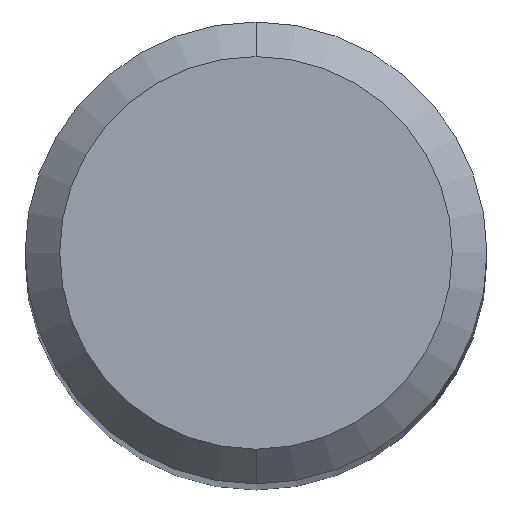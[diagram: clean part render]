
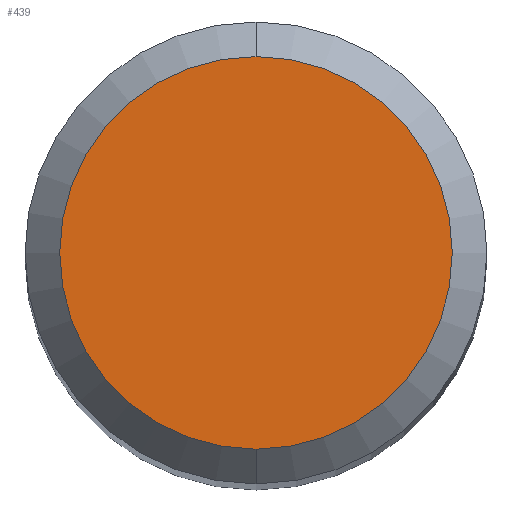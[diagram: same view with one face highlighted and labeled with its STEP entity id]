
A CAD part, top view. The second image highlights one B-rep face of the part: STEP entity #439.
In plain terms, the highlighted planar face has unit normal (0, 0, 1).
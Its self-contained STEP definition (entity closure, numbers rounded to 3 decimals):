
#209=VERTEX_POINT('',#526);
#359=EDGE_CURVE('',#209,#429,#692,.T.);
#401=EDGE_CURVE('',#429,#209,#744,.T.);
#429=VERTEX_POINT('',#773);
#439=ADVANCED_FACE('',(#784),#785,.T.);
#526=CARTESIAN_POINT('',(0.,-1.7,0.0));
#692=CIRCLE('',#1285,1.7);
#744=CIRCLE('',#1346,1.7);
#773=CARTESIAN_POINT('',(0.0,1.7,0.0));
#784=FACE_OUTER_BOUND('',#1407,.T.);
#785=PLANE('',#1408);
#1285=AXIS2_PLACEMENT_3D('',#1682,#1683,#1684);
#1346=AXIS2_PLACEMENT_3D('',#1770,#1771,#1772);
#1407=EDGE_LOOP('',(#1807,#1808));
#1408=AXIS2_PLACEMENT_3D('',#1809,#1810,#1811);
#1682=CARTESIAN_POINT('',(0.0,0.0,0.0));
#1683=DIRECTION('',(0.0,0.0,-1.0));
#1684=DIRECTION('',(0.0,1.0,0.0));
#1770=CARTESIAN_POINT('',(0.0,0.0,0.0));
#1771=DIRECTION('',(0.0,0.0,-1.0));
#1772=DIRECTION('',(0.0,1.0,0.0));
#1807=ORIENTED_EDGE('',*,*,#401,.F.);
#1808=ORIENTED_EDGE('',*,*,#359,.F.);
#1809=CARTESIAN_POINT('',(0.0,0.85,0.0));
#1810=DIRECTION('',(-0.0,0.0,1.0));
#1811=DIRECTION('',(0.0,-1.0,0.0));
